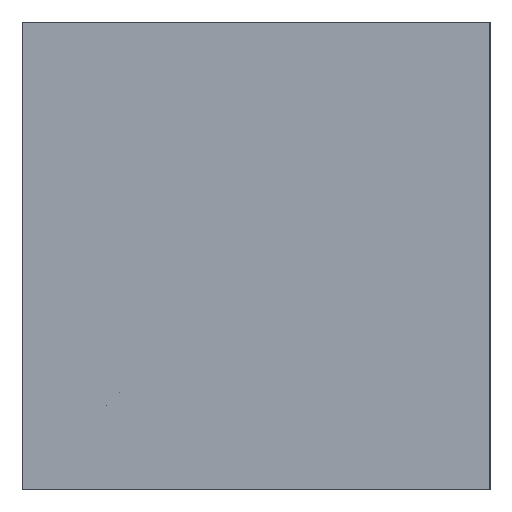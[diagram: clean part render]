
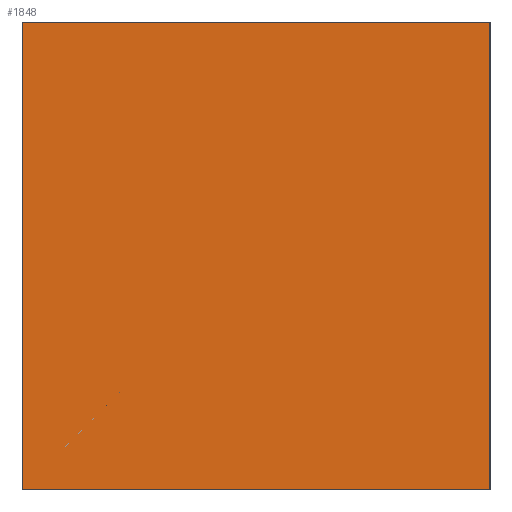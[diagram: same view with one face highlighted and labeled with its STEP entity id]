
A CAD part, left-side view. The second image highlights one B-rep face of the part: STEP entity #1848.
In plain terms, the highlighted planar face has unit normal (-1, 0, 0).
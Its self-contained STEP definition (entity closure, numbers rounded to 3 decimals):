
#72 = ORIENTED_EDGE ( 'NONE', *, *, #1339, .T. ) ;
#249 = VERTEX_POINT ( 'NONE', #941 ) ;
#306 = VECTOR ( 'NONE', #415, 1000. ) ;
#336 = CARTESIAN_POINT ( 'NONE',  ( -68.2, -15.05, 15.05 ) ) ;
#411 = CARTESIAN_POINT ( 'NONE',  ( -68.2, 15.05, -15.05 ) ) ;
#415 = DIRECTION ( 'NONE',  ( 0., 0., 1. ) ) ;
#438 = VERTEX_POINT ( 'NONE', #1193 ) ;
#480 = LINE ( 'NONE', #3075, #3128 ) ;
#511 = EDGE_LOOP ( 'NONE', ( #72, #2879, #2955, #2699 ) ) ;
#663 = DIRECTION ( 'NONE',  ( 1., 0., 0. ) ) ;
#702 = VECTOR ( 'NONE', #1440, 1000. ) ;
#791 = FACE_OUTER_BOUND ( 'NONE', #511, .T. ) ;
#941 = CARTESIAN_POINT ( 'NONE',  ( -68.2, 15.05, -15.05 ) ) ;
#945 = VERTEX_POINT ( 'NONE', #336 ) ;
#954 = DIRECTION ( 'NONE',  ( 0., 0., -1. ) ) ;
#1098 = LINE ( 'NONE', #3056, #306 ) ;
#1193 = CARTESIAN_POINT ( 'NONE',  ( -68.2, -15.05, -15.05 ) ) ;
#1242 = CARTESIAN_POINT ( 'NONE',  ( -68.2, 15.05, 15.05 ) ) ;
#1339 = EDGE_CURVE ( 'NONE', #438, #945, #1098, .T. ) ;
#1440 = DIRECTION ( 'NONE',  ( 0., -1., 0. ) ) ;
#1848 = ADVANCED_FACE ( 'NONE', ( #791 ), #2527, .F. ) ;
#1859 = EDGE_CURVE ( 'NONE', #2080, #945, #2824, .T. ) ;
#2080 = VERTEX_POINT ( 'NONE', #1242 ) ;
#2203 = VECTOR ( 'NONE', #2293, 1000. ) ;
#2293 = DIRECTION ( 'NONE',  ( 0., -1., 0. ) ) ;
#2506 = EDGE_CURVE ( 'NONE', #249, #2080, #480, .T. ) ;
#2527 = PLANE ( 'NONE',  #3059 ) ;
#2699 = ORIENTED_EDGE ( 'NONE', *, *, #2747, .T. ) ;
#2747 = EDGE_CURVE ( 'NONE', #249, #438, #2926, .T. ) ;
#2824 = LINE ( 'NONE', #3026, #702 ) ;
#2879 = ORIENTED_EDGE ( 'NONE', *, *, #1859, .F. ) ;
#2926 = LINE ( 'NONE', #3335, #2203 ) ;
#2955 = ORIENTED_EDGE ( 'NONE', *, *, #2506, .F. ) ;
#3026 = CARTESIAN_POINT ( 'NONE',  ( -68.2, 15.05, 15.05 ) ) ;
#3056 = CARTESIAN_POINT ( 'NONE',  ( -68.2, -15.05, -15.05 ) ) ;
#3059 = AXIS2_PLACEMENT_3D ( 'NONE', #411, #663, #954 ) ;
#3075 = CARTESIAN_POINT ( 'NONE',  ( -68.2, 15.05, -15.05 ) ) ;
#3128 = VECTOR ( 'NONE', #3328, 1000. ) ;
#3328 = DIRECTION ( 'NONE',  ( 0., 0., 1. ) ) ;
#3335 = CARTESIAN_POINT ( 'NONE',  ( -68.2, 15.05, -15.05 ) ) ;
